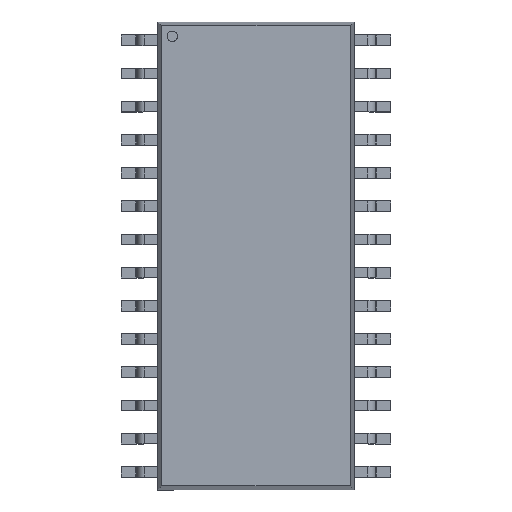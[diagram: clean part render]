
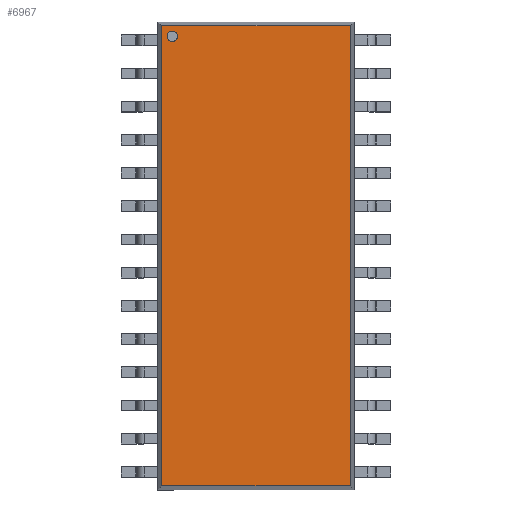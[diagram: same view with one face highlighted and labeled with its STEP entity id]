
A CAD part, top view. The second image highlights one B-rep face of the part: STEP entity #6967.
In plain terms, the highlighted planar face has unit normal (0, 0, 1).
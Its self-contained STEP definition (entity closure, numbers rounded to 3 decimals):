
#42=FACE_BOUND('',#787,.T.);
#52=PLANE('',#7419);
#378=FACE_OUTER_BOUND('',#786,.T.);
#786=EDGE_LOOP('',(#4803,#4804,#4805,#4806));
#787=EDGE_LOOP('',(#4807));
#1199=LINE('',#10160,#2012);
#1202=LINE('',#10165,#2015);
#1204=LINE('',#10169,#2017);
#1205=LINE('',#10171,#2018);
#2012=VECTOR('',#8075,1000.);
#2015=VECTOR('',#8080,1000.);
#2017=VECTOR('',#8084,1000.);
#2018=VECTOR('',#8087,1000.);
#2811=CIRCLE('',#7408,0.2);
#3037=VERTEX_POINT('',#10126);
#3047=VERTEX_POINT('',#10157);
#3048=VERTEX_POINT('',#10159);
#3049=VERTEX_POINT('',#10163);
#3050=VERTEX_POINT('',#10167);
#3727=EDGE_CURVE('',#3037,#3037,#2811,.T.);
#3743=EDGE_CURVE('',#3048,#3047,#1199,.T.);
#3746=EDGE_CURVE('',#3047,#3049,#1202,.T.);
#3748=EDGE_CURVE('',#3049,#3050,#1204,.T.);
#3749=EDGE_CURVE('',#3050,#3048,#1205,.T.);
#4803=ORIENTED_EDGE('',*,*,#3743,.T.);
#4804=ORIENTED_EDGE('',*,*,#3746,.T.);
#4805=ORIENTED_EDGE('',*,*,#3748,.T.);
#4806=ORIENTED_EDGE('',*,*,#3749,.T.);
#4807=ORIENTED_EDGE('',*,*,#3727,.T.);
#6967=ADVANCED_FACE('',(#378,#42),#52,.T.);
#7408=AXIS2_PLACEMENT_3D('',#10127,#8045,#8046);
#7419=AXIS2_PLACEMENT_3D('',#10172,#8088,#8089);
#8045=DIRECTION('center_axis',(0.,0.,-1.));
#8046=DIRECTION('ref_axis',(-1.,0.,0.));
#8075=DIRECTION('',(1.,0.,0.));
#8080=DIRECTION('',(0.,1.,0.));
#8084=DIRECTION('',(-1.,0.,0.));
#8087=DIRECTION('',(0.,-1.,0.));
#8088=DIRECTION('center_axis',(0.,0.,1.));
#8089=DIRECTION('ref_axis',(0.,-1.,0.));
#10126=CARTESIAN_POINT('',(-2.999,8.439,2.64));
#10127=CARTESIAN_POINT('Origin',(-3.199,8.439,2.64));
#10157=CARTESIAN_POINT('',(3.599,-8.759,2.64));
#10159=CARTESIAN_POINT('',(-3.599,-8.759,2.64));
#10160=CARTESIAN_POINT('',(-3.75,-8.759,2.64));
#10163=CARTESIAN_POINT('',(3.599,8.839,2.64));
#10165=CARTESIAN_POINT('',(3.599,-8.91,2.64));
#10167=CARTESIAN_POINT('',(-3.599,8.839,2.64));
#10169=CARTESIAN_POINT('',(3.75,8.839,2.64));
#10171=CARTESIAN_POINT('',(-3.599,8.99,2.64));
#10172=CARTESIAN_POINT('Origin',(0.,0.04,2.64));
